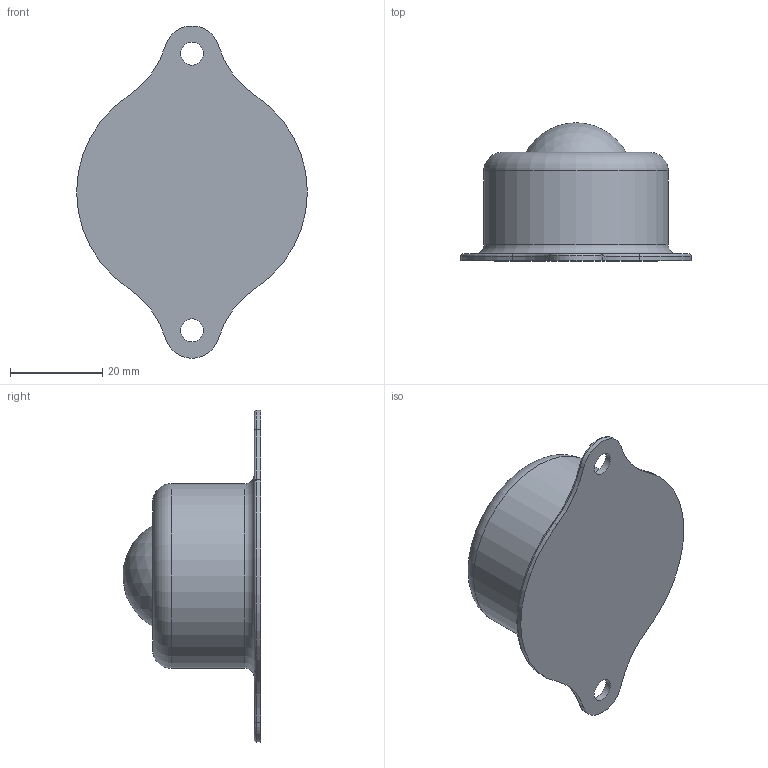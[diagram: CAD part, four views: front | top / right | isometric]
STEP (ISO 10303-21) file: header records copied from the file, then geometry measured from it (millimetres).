
FILE_DESCRIPTION(/* description */ (''),/* implementation_level */ '2;1');
FILE_NAME(/* name */ 'wheel ball.stp',/* time_stamp */ '2021-01-09T22:01:52+01:00',/* author */ ('nemos'),/* organization */ (''),/* preprocessor_version */ 'ST-DEVELOPER v18.1',/* originating_system */ 'Autodesk Inventor 2021',/* authorisation */ '');
FILE_SCHEMA (('AUTOMOTIVE_DESIGN { 1 0 10303 214 3 1 1 }'));
Length unit declared in the file: millimetre
Products named in the file (1): wheel ball
Bounding box: 50 x 29.91 x 71.96 mm (x, y, z)
Volume: 30477.4 mm3; surface area: 10282 mm2
Topology: 2 solids, 2 shells, 27 faces, 68 edges, 44 vertices
Faces by surface type: torus 11, cylinder 11, plane 3, sphere 2
Full cylindrical faces by diameter (mm): 5 x2, 40 x1
Entity records: 914 total; most frequent: DIRECTION 173, CARTESIAN_POINT 136, ORIENTED_EDGE 128, AXIS2_PLACEMENT_3D 81, EDGE_CURVE 64, CIRCLE 53, VERTEX_POINT 44, EDGE_LOOP 34
